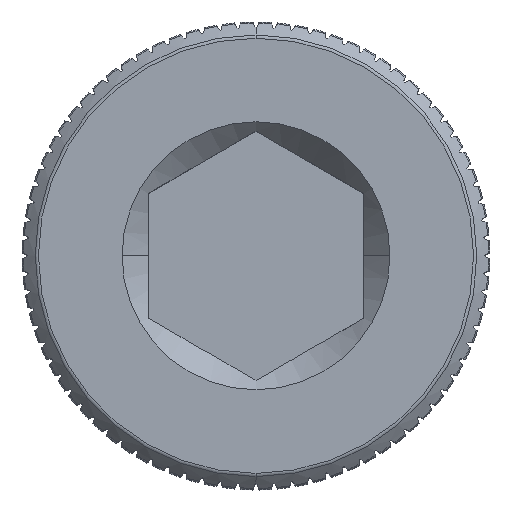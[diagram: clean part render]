
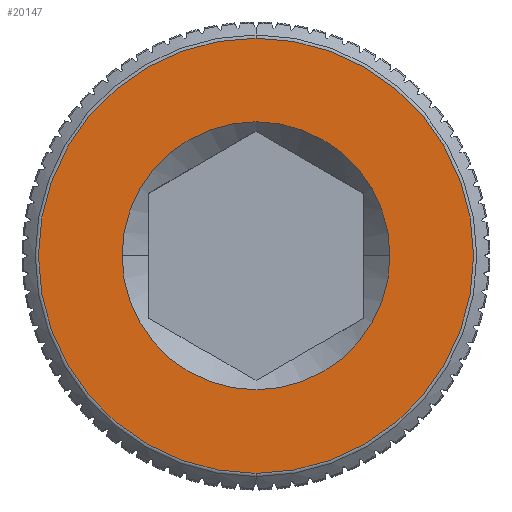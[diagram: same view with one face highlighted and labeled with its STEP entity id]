
A CAD part, top view. The second image highlights one B-rep face of the part: STEP entity #20147.
In plain terms, the highlighted planar face has unit normal (0, 0, 1).
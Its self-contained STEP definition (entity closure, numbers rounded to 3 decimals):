
#388 = VERTEX_POINT ( 'NONE', #13976 ) ;
#3771 = AXIS2_PLACEMENT_3D ( 'NONE', #12720, #22065, #8279 ) ;
#4019 = VERTEX_POINT ( 'NONE', #17110 ) ;
#4413 = ORIENTED_EDGE ( 'NONE', *, *, #9791, .F. ) ;
#6114 = CARTESIAN_POINT ( 'NONE',  ( 0., 6.048, 21.5 ) ) ;
#6713 = EDGE_LOOP ( 'NONE', ( #25733, #4413 ) ) ;
#7971 = AXIS2_PLACEMENT_3D ( 'NONE', #24251, #15243, #19708 ) ;
#8279 = DIRECTION ( 'NONE',  ( 0., -1., 0. ) ) ;
#8895 = AXIS2_PLACEMENT_3D ( 'NONE', #21332, #12120, #16288 ) ;
#9791 = EDGE_CURVE ( 'NONE', #388, #4019, #18829, .T. ) ;
#10286 = CIRCLE ( 'NONE', #23892, 3.724 ) ;
#10379 = CIRCLE ( 'NONE', #8895, 6.048 ) ;
#11319 = VERTEX_POINT ( 'NONE', #6114 ) ;
#12120 = DIRECTION ( 'NONE',  ( 0., 0., -1. ) ) ;
#12720 = CARTESIAN_POINT ( 'NONE',  ( 0., 0., 21.5 ) ) ;
#12797 = DIRECTION ( 'NONE',  ( 0., 1., 0. ) ) ;
#12926 = DIRECTION ( 'NONE',  ( 1., 0., 0. ) ) ;
#13084 = ORIENTED_EDGE ( 'NONE', *, *, #24843, .F. ) ;
#13976 = CARTESIAN_POINT ( 'NONE',  ( -3.724, 0., 21.5 ) ) ;
#15243 = DIRECTION ( 'NONE',  ( 0., 0., 1. ) ) ;
#16288 = DIRECTION ( 'NONE',  ( 0., 1., 0. ) ) ;
#17110 = CARTESIAN_POINT ( 'NONE',  ( 3.724, 0., 21.5 ) ) ;
#17475 = DIRECTION ( 'NONE',  ( 0., 0., -1. ) ) ;
#17837 = FACE_OUTER_BOUND ( 'NONE', #29031, .T. ) ;
#18238 = CIRCLE ( 'NONE', #25683, 6.048 ) ;
#18386 = VERTEX_POINT ( 'NONE', #29997 ) ;
#18829 = CIRCLE ( 'NONE', #7971, 3.724 ) ;
#19038 = EDGE_CURVE ( 'NONE', #18386, #11319, #18238, .T. ) ;
#19291 = FACE_BOUND ( 'NONE', #6713, .T. ) ;
#19708 = DIRECTION ( 'NONE',  ( 1., 0., 0. ) ) ;
#19802 = CARTESIAN_POINT ( 'NONE',  ( 0., 0., 21.5 ) ) ;
#19825 = PLANE ( 'NONE',  #3771 ) ;
#20147 = ADVANCED_FACE ( 'NONE', ( #19291, #17837 ), #19825, .T. ) ;
#20907 = ORIENTED_EDGE ( 'NONE', *, *, #19038, .F. ) ;
#21332 = CARTESIAN_POINT ( 'NONE',  ( 0., 0., 21.5 ) ) ;
#22065 = DIRECTION ( 'NONE',  ( 0., 0., 1. ) ) ;
#23892 = AXIS2_PLACEMENT_3D ( 'NONE', #24262, #24562, #12926 ) ;
#24251 = CARTESIAN_POINT ( 'NONE',  ( 0., 0., 21.5 ) ) ;
#24262 = CARTESIAN_POINT ( 'NONE',  ( 0., 0., 21.5 ) ) ;
#24562 = DIRECTION ( 'NONE',  ( 0., 0., 1. ) ) ;
#24843 = EDGE_CURVE ( 'NONE', #11319, #18386, #10379, .T. ) ;
#25683 = AXIS2_PLACEMENT_3D ( 'NONE', #19802, #17475, #12797 ) ;
#25733 = ORIENTED_EDGE ( 'NONE', *, *, #28572, .F. ) ;
#28572 = EDGE_CURVE ( 'NONE', #4019, #388, #10286, .T. ) ;
#29031 = EDGE_LOOP ( 'NONE', ( #13084, #20907 ) ) ;
#29997 = CARTESIAN_POINT ( 'NONE',  ( 0., -6.048, 21.5 ) ) ;
